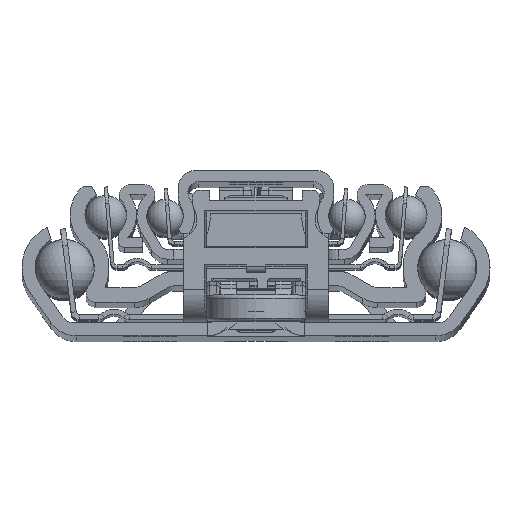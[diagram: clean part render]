
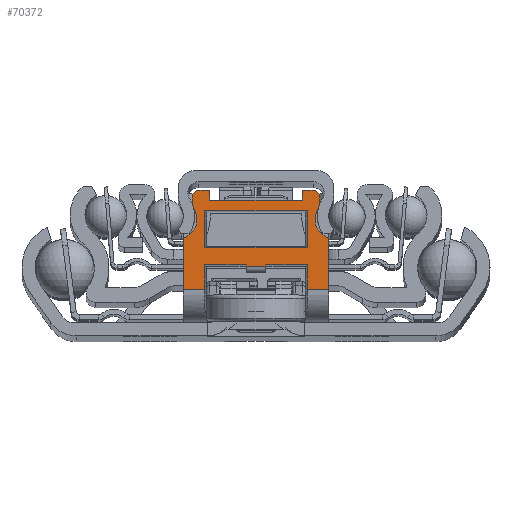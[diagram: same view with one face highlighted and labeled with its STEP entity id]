
A CAD part, top view. The second image highlights one B-rep face of the part: STEP entity #70372.
In plain terms, the highlighted planar face has unit normal (0, 0, 1).
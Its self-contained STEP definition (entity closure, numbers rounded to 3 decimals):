
#68294=DIRECTION('',(-1.,0.,0.));
#68295=VECTOR('',#68294,5.739);
#68296=CARTESIAN_POINT('',(-9.256,7.744,25.));
#68297=LINE('',#68296,#68295);
#68310=DIRECTION('',(-1.,0.,0.));
#68311=VECTOR('',#68310,3.744);
#68312=CARTESIAN_POINT('',(-3.,7.744,25.));
#68313=LINE('',#68312,#68311);
#68320=DIRECTION('',(0.,1.,0.));
#68321=VECTOR('',#68320,3.256);
#68322=CARTESIAN_POINT('',(-3.,-11.,25.));
#68323=LINE('',#68322,#68321);
#68324=DIRECTION('',(0.,1.,0.));
#68325=VECTOR('',#68324,3.256);
#68326=CARTESIAN_POINT('',(-3.,7.744,25.));
#68327=LINE('',#68326,#68325);
#68328=DIRECTION('',(0.,-1.,0.));
#68329=VECTOR('',#68328,3.);
#68330=CARTESIAN_POINT('',(-6.5,1.5,25.));
#68331=LINE('',#68330,#68329);
#68332=DIRECTION('',(0.,1.,0.));
#68333=VECTOR('',#68332,15.489);
#68334=CARTESIAN_POINT('',(-9.256,-7.744,25.));
#68335=LINE('',#68334,#68333);
#68340=DIRECTION('',(1.,0.,0.));
#68341=VECTOR('',#68340,5.739);
#68342=CARTESIAN_POINT('',(-14.994,-7.744,25.));
#68343=LINE('',#68342,#68341);
#68358=DIRECTION('',(1.,0.,0.));
#68359=VECTOR('',#68358,3.744);
#68360=CARTESIAN_POINT('',(-6.744,-7.744,25.));
#68361=LINE('',#68360,#68359);
#68366=DIRECTION('',(0.,-1.,0.));
#68367=VECTOR('',#68366,15.489);
#68368=CARTESIAN_POINT('',(-14.994,7.744,25.));
#68369=LINE('',#68368,#68367);
#68640=DIRECTION('',(1.,0.,0.));
#68641=VECTOR('',#68640,7.754);
#68642=CARTESIAN_POINT('',(-10.754,-11.,25.));
#68643=LINE('',#68642,#68641);
#68657=CARTESIAN_POINT('',(-13.6,-11.95,25.));
#68658=DIRECTION('',(0.,0.,1.));
#68659=DIRECTION('',(0.949,0.317,0.));
#68660=AXIS2_PLACEMENT_3D('',#68657,#68658,#68659);
#68698=DIRECTION('',(1.,0.,0.));
#68699=VECTOR('',#68698,1.14);
#68700=CARTESIAN_POINT('',(-17.,-9.65,25.));
#68701=LINE('',#68700,#68699);
#68715=CARTESIAN_POINT('',(-15.86,-8.65,25.));
#68716=DIRECTION('',(0.,0.,-1.));
#68717=DIRECTION('',(0.565,-0.825,0.));
#68718=AXIS2_PLACEMENT_3D('',#68715,#68716,#68717);
#68805=CARTESIAN_POINT('',(-13.6,11.95,25.));
#68806=DIRECTION('',(0.,0.,1.));
#68807=DIRECTION('',(-0.565,-0.825,0.));
#68808=AXIS2_PLACEMENT_3D('',#68805,#68806,#68807);
#68828=DIRECTION('',(-1.,0.,0.));
#68829=VECTOR('',#68828,7.754);
#68830=CARTESIAN_POINT('',(-3.,11.,25.));
#68831=LINE('',#68830,#68829);
#68841=CARTESIAN_POINT('',(-15.86,8.65,25.));
#68842=DIRECTION('',(0.,0.,-1.));
#68843=DIRECTION('',(0.,1.,0.));
#68844=AXIS2_PLACEMENT_3D('',#68841,#68842,#68843);
#68865=DIRECTION('',(-1.,0.,0.));
#68866=VECTOR('',#68865,1.14);
#68867=CARTESIAN_POINT('',(-15.86,9.65,25.));
#68868=LINE('',#68867,#68866);
#68877=CARTESIAN_POINT('',(-17.,8.65,25.));
#68878=DIRECTION('',(0.,0.,-1.));
#68879=DIRECTION('',(-1.,0.,0.));
#68880=AXIS2_PLACEMENT_3D('',#68877,#68878,#68879);
#68882=DIRECTION('',(0.,-1.,0.));
#68883=VECTOR('',#68882,1.65);
#68884=CARTESIAN_POINT('',(-18.,8.65,25.));
#68885=LINE('',#68884,#68883);
#68890=DIRECTION('',(1.,0.,0.));
#68891=VECTOR('',#68890,1.5);
#68892=CARTESIAN_POINT('',(-18.,7.,25.));
#68893=LINE('',#68892,#68891);
#68898=DIRECTION('',(0.,-1.,0.));
#68899=VECTOR('',#68898,14.);
#68900=CARTESIAN_POINT('',(-16.5,7.,25.));
#68901=LINE('',#68900,#68899);
#68906=DIRECTION('',(-1.,0.,0.));
#68907=VECTOR('',#68906,1.5);
#68908=CARTESIAN_POINT('',(-16.5,-7.,25.));
#68909=LINE('',#68908,#68907);
#68914=DIRECTION('',(0.,-1.,0.));
#68915=VECTOR('',#68914,1.65);
#68916=CARTESIAN_POINT('',(-18.,-7.,25.));
#68917=LINE('',#68916,#68915);
#68926=CARTESIAN_POINT('',(-17.,-8.65,25.));
#68927=DIRECTION('',(0.,0.,-1.));
#68928=DIRECTION('',(0.,-1.,0.));
#68929=AXIS2_PLACEMENT_3D('',#68926,#68927,#68928);
#69074=DIRECTION('',(0.,1.,0.));
#69075=VECTOR('',#69074,6.244);
#69076=CARTESIAN_POINT('',(-6.744,-7.744,25.));
#69077=LINE('',#69076,#69075);
#69082=DIRECTION('',(0.,1.,0.));
#69083=VECTOR('',#69082,6.244);
#69084=CARTESIAN_POINT('',(-6.744,1.5,25.));
#69085=LINE('',#69084,#69083);
#69094=DIRECTION('',(1.,0.,0.));
#69095=VECTOR('',#69094,0.244);
#69096=CARTESIAN_POINT('',(-6.744,-1.5,25.));
#69097=LINE('',#69096,#69095);
#69107=DIRECTION('',(1.,0.,0.));
#69108=VECTOR('',#69107,0.244);
#69109=CARTESIAN_POINT('',(-6.744,1.5,25.));
#69110=LINE('',#69109,#69108);
#69319=CARTESIAN_POINT('',(-6.744,-1.5,25.));
#69320=VERTEX_POINT('',#69319);
#69321=CARTESIAN_POINT('',(-6.744,1.5,25.));
#69322=VERTEX_POINT('',#69321);
#69327=CARTESIAN_POINT('',(-6.5,-1.5,25.));
#69328=VERTEX_POINT('',#69327);
#69331=CARTESIAN_POINT('',(-6.5,1.5,25.));
#69332=VERTEX_POINT('',#69331);
#69347=CARTESIAN_POINT('',(-15.86,9.65,25.));
#69348=CARTESIAN_POINT('',(-17.,9.65,25.));
#69349=VERTEX_POINT('',#69347);
#69350=VERTEX_POINT('',#69348);
#69351=CARTESIAN_POINT('',(-18.,8.65,25.));
#69352=CARTESIAN_POINT('',(-18.,7.,25.));
#69353=VERTEX_POINT('',#69351);
#69354=VERTEX_POINT('',#69352);
#69355=CARTESIAN_POINT('',(-17.,-9.65,25.));
#69356=CARTESIAN_POINT('',(-15.86,-9.65,25.));
#69357=VERTEX_POINT('',#69355);
#69358=VERTEX_POINT('',#69356);
#69359=CARTESIAN_POINT('',(-10.754,-11.,25.));
#69360=CARTESIAN_POINT('',(-15.295,-9.475,25.));
#69361=VERTEX_POINT('',#69359);
#69362=VERTEX_POINT('',#69360);
#69363=CARTESIAN_POINT('',(-15.295,9.475,25.));
#69364=CARTESIAN_POINT('',(-10.754,11.,25.));
#69365=VERTEX_POINT('',#69363);
#69366=VERTEX_POINT('',#69364);
#69367=CARTESIAN_POINT('',(-16.5,7.,25.));
#69368=VERTEX_POINT('',#69367);
#69369=CARTESIAN_POINT('',(-16.5,-7.,25.));
#69370=VERTEX_POINT('',#69369);
#69371=CARTESIAN_POINT('',(-18.,-7.,25.));
#69372=VERTEX_POINT('',#69371);
#69373=CARTESIAN_POINT('',(-18.,-8.65,25.));
#69374=VERTEX_POINT('',#69373);
#69375=CARTESIAN_POINT('',(-9.256,7.744,25.));
#69376=CARTESIAN_POINT('',(-14.994,7.744,25.));
#69377=VERTEX_POINT('',#69375);
#69378=VERTEX_POINT('',#69376);
#69379=CARTESIAN_POINT('',(-14.994,-7.744,25.));
#69380=CARTESIAN_POINT('',(-9.256,-7.744,25.));
#69381=VERTEX_POINT('',#69379);
#69382=VERTEX_POINT('',#69380);
#69387=CARTESIAN_POINT('',(-6.744,-7.744,25.));
#69388=VERTEX_POINT('',#69387);
#69389=CARTESIAN_POINT('',(-6.744,7.744,25.));
#69390=VERTEX_POINT('',#69389);
#69391=CARTESIAN_POINT('',(-3.,-11.,25.));
#69392=CARTESIAN_POINT('',(-3.,-7.744,25.));
#69393=VERTEX_POINT('',#69391);
#69394=VERTEX_POINT('',#69392);
#69395=CARTESIAN_POINT('',(-3.,7.744,25.));
#69396=CARTESIAN_POINT('',(-3.,11.,25.));
#69397=VERTEX_POINT('',#69395);
#69398=VERTEX_POINT('',#69396);
#70309=CARTESIAN_POINT('',(-6.744,7.839,25.));
#70310=DIRECTION('',(0.,0.,-1.));
#70311=DIRECTION('',(-1.,0.,0.));
#70312=AXIS2_PLACEMENT_3D('',#70309,#70310,#70311);
#70313=PLANE('',#70312);
#70315=ORIENTED_EDGE('',*,*,#70314,.F.);
#70317=ORIENTED_EDGE('',*,*,#70316,.F.);
#70319=ORIENTED_EDGE('',*,*,#70318,.T.);
#70321=ORIENTED_EDGE('',*,*,#70320,.T.);
#70323=ORIENTED_EDGE('',*,*,#70322,.F.);
#70325=ORIENTED_EDGE('',*,*,#70324,.T.);
#70327=ORIENTED_EDGE('',*,*,#70326,.F.);
#70329=ORIENTED_EDGE('',*,*,#70328,.F.);
#70331=ORIENTED_EDGE('',*,*,#70330,.F.);
#70333=ORIENTED_EDGE('',*,*,#70332,.F.);
#70335=ORIENTED_EDGE('',*,*,#70334,.F.);
#70337=ORIENTED_EDGE('',*,*,#70336,.T.);
#70339=ORIENTED_EDGE('',*,*,#70338,.F.);
#70341=ORIENTED_EDGE('',*,*,#70340,.T.);
#70343=ORIENTED_EDGE('',*,*,#70342,.T.);
#70345=ORIENTED_EDGE('',*,*,#70344,.F.);
#70347=ORIENTED_EDGE('',*,*,#70346,.F.);
#70348=ORIENTED_EDGE('',*,*,#70302,.T.);
#70350=ORIENTED_EDGE('',*,*,#70349,.F.);
#70352=ORIENTED_EDGE('',*,*,#70351,.T.);
#70354=ORIENTED_EDGE('',*,*,#70353,.T.);
#70356=ORIENTED_EDGE('',*,*,#70355,.F.);
#70358=ORIENTED_EDGE('',*,*,#70357,.F.);
#70360=ORIENTED_EDGE('',*,*,#70359,.T.);
#70361=EDGE_LOOP('',(#70315,#70317,#70319,#70321,#70323,#70325,#70327,#70329,
#70331,#70333,#70335,#70337,#70339,#70341,#70343,#70345,#70347,#70348,#70350,
#70352,#70354,#70356,#70358,#70360));
#70362=FACE_OUTER_BOUND('',#70361,.F.);
#70364=ORIENTED_EDGE('',*,*,#70363,.T.);
#70365=ORIENTED_EDGE('',*,*,#70282,.T.);
#70367=ORIENTED_EDGE('',*,*,#70366,.T.);
#70369=ORIENTED_EDGE('',*,*,#70368,.T.);
#70370=EDGE_LOOP('',(#70364,#70365,#70367,#70369));
#70371=FACE_BOUND('',#70370,.F.);
#70372=ADVANCED_FACE('',(#70362,#70371),#70313,.F.);
#68661=CIRCLE('',#68660,3.);
#68719=CIRCLE('',#68718,1.);
#68809=CIRCLE('',#68808,3.);
#68845=CIRCLE('',#68844,1.);
#68881=CIRCLE('',#68880,1.);
#68930=CIRCLE('',#68929,1.);
#70282=EDGE_CURVE('',#69377,#69378,#68297,.T.);
#70302=EDGE_CURVE('',#69397,#69390,#68313,.T.);
#70314=EDGE_CURVE('',#69393,#69394,#68323,.T.);
#70316=EDGE_CURVE('',#69361,#69393,#68643,.T.);
#70318=EDGE_CURVE('',#69361,#69362,#68661,.T.);
#70320=EDGE_CURVE('',#69362,#69358,#68719,.T.);
#70322=EDGE_CURVE('',#69357,#69358,#68701,.T.);
#70324=EDGE_CURVE('',#69357,#69374,#68930,.T.);
#70326=EDGE_CURVE('',#69372,#69374,#68917,.T.);
#70328=EDGE_CURVE('',#69370,#69372,#68909,.T.);
#70330=EDGE_CURVE('',#69368,#69370,#68901,.T.);
#70332=EDGE_CURVE('',#69354,#69368,#68893,.T.);
#70334=EDGE_CURVE('',#69353,#69354,#68885,.T.);
#70336=EDGE_CURVE('',#69353,#69350,#68881,.T.);
#70338=EDGE_CURVE('',#69349,#69350,#68868,.T.);
#70340=EDGE_CURVE('',#69349,#69365,#68845,.T.);
#70342=EDGE_CURVE('',#69365,#69366,#68809,.T.);
#70344=EDGE_CURVE('',#69398,#69366,#68831,.T.);
#70346=EDGE_CURVE('',#69397,#69398,#68327,.T.);
#70349=EDGE_CURVE('',#69322,#69390,#69085,.T.);
#70351=EDGE_CURVE('',#69322,#69332,#69110,.T.);
#70353=EDGE_CURVE('',#69332,#69328,#68331,.T.);
#70355=EDGE_CURVE('',#69320,#69328,#69097,.T.);
#70357=EDGE_CURVE('',#69388,#69320,#69077,.T.);
#70359=EDGE_CURVE('',#69388,#69394,#68361,.T.);
#70363=EDGE_CURVE('',#69382,#69377,#68335,.T.);
#70366=EDGE_CURVE('',#69378,#69381,#68369,.T.);
#70368=EDGE_CURVE('',#69381,#69382,#68343,.T.);
